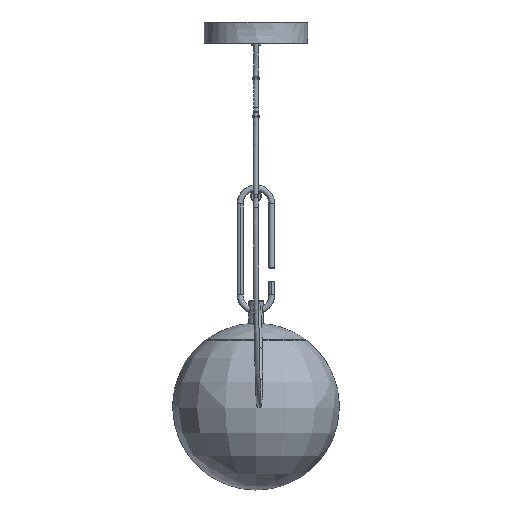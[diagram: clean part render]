
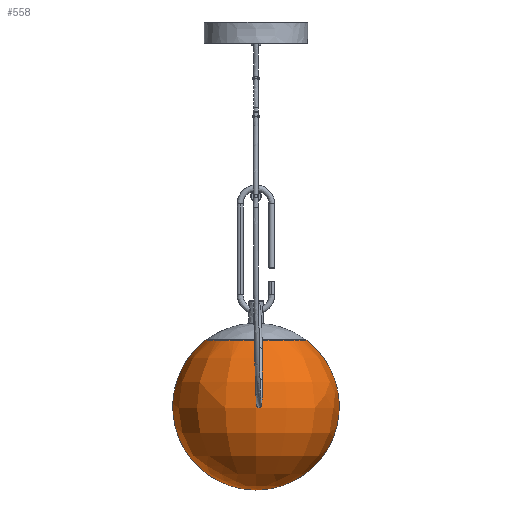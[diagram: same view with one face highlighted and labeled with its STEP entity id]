
A CAD part, front view. The second image highlights one B-rep face of the part: STEP entity #558.
In plain terms, the highlighted free-form (B-spline) face has degree [2, 2] with [5, 5] control points.
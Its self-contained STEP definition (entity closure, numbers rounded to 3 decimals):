
#558=ADVANCED_FACE($,(#758),#2924,.T.);
#758=FACE_OUTER_BOUND($,#974,.T.);
#974=EDGE_LOOP($,(#1916,#1917,#1918));
#1916=ORIENTED_EDGE($,*,*,#2402,.T.);
#1917=ORIENTED_EDGE($,*,*,#2404,.T.);
#1918=ORIENTED_EDGE($,*,*,#2421,.F.);
#2402=EDGE_CURVE($,#2728,#2730,#3205,.T.);
#2404=EDGE_CURVE($,#2730,#2729,#3207,.T.);
#2421=EDGE_CURVE($,#2728,#2729,#3223,.T.);
#2728=VERTEX_POINT($,#10181);
#2729=VERTEX_POINT($,#10182);
#2730=VERTEX_POINT($,#10183);
#2924=(
BOUNDED_SURFACE()
B_SPLINE_SURFACE(2,2,((#10067,#10068,#10069,#10070,#10071),(#10072,#10073,
#10074,#10075,#10076),(#10077,#10078,#10079,#10080,#10081),(#10082,#10083,
#10084,#10085,#10086),(#10087,#10088,#10089,#10090,#10091)),.UNSPECIFIED.,
.F.,.F.,.F.)
B_SPLINE_SURFACE_WITH_KNOTS((3,2,3),(3,2,3),(345.575,518.363,
691.15),(0.,137.395,274.79),.UNSPECIFIED.)
GEOMETRIC_REPRESENTATION_ITEM()
RATIONAL_B_SPLINE_SURFACE(((1.,0.811,1.,0.811,1.),
(0.707,0.574,0.707,0.574,
0.707),(1.,0.811,1.,0.811,1.),(0.707,
0.574,0.707,0.574,0.707),
(1.,0.811,1.,0.811,1.)))
REPRESENTATION_ITEM($)
SURFACE()
);
#3205=(
BOUNDED_CURVE()
B_SPLINE_CURVE(2,(#9829,#9830,#9831,#9832,#9833),.UNSPECIFIED.,.F.,.F.)
B_SPLINE_CURVE_WITH_KNOTS((3,2,3),(0.,137.395,274.79),
.UNSPECIFIED.)
CURVE()
GEOMETRIC_REPRESENTATION_ITEM()
RATIONAL_B_SPLINE_CURVE((1.,0.811,1.,0.811,1.))
REPRESENTATION_ITEM($)
);
#3207=(
BOUNDED_CURVE()
B_SPLINE_CURVE(2,(#9839,#9840,#9841,#9842,#9843),.UNSPECIFIED.,.F.,.F.)
B_SPLINE_CURVE_WITH_KNOTS((3,2,3),(207.345,311.018,414.69),
.UNSPECIFIED.)
CURVE()
GEOMETRIC_REPRESENTATION_ITEM()
RATIONAL_B_SPLINE_CURVE((1.,0.707,1.,0.707,1.))
REPRESENTATION_ITEM($)
);
#3223=(
BOUNDED_CURVE()
B_SPLINE_CURVE(2,(#9913,#9914,#9915,#9916,#9917),.UNSPECIFIED.,.F.,.F.)
B_SPLINE_CURVE_WITH_KNOTS((3,2,3),(0.,137.395,274.79),
.UNSPECIFIED.)
CURVE()
GEOMETRIC_REPRESENTATION_ITEM()
RATIONAL_B_SPLINE_CURVE((1.,0.811,1.,0.811,1.))
REPRESENTATION_ITEM($)
);
#9829=CARTESIAN_POINT($,(0.,182.4,-387.8));
#9830=CARTESIAN_POINT($,(79.284,182.4,-387.8));
#9831=CARTESIAN_POINT($,(104.355,182.4,-312.585));
#9832=CARTESIAN_POINT($,(129.427,182.4,-237.37));
#9833=CARTESIAN_POINT($,(66.,182.4,-189.8));
#9839=CARTESIAN_POINT($,(66.,182.4,-189.8));
#9840=CARTESIAN_POINT($,(66.,116.4,-189.8));
#9841=CARTESIAN_POINT($,(0.,116.4,-189.8));
#9842=CARTESIAN_POINT($,(-66.,116.4,-189.8));
#9843=CARTESIAN_POINT($,(-66.,182.4,-189.8));
#9913=CARTESIAN_POINT($,(0.,182.4,-387.8));
#9914=CARTESIAN_POINT($,(-79.284,182.4,-387.8));
#9915=CARTESIAN_POINT($,(-104.355,182.4,-312.585));
#9916=CARTESIAN_POINT($,(-129.427,182.4,-237.37));
#9917=CARTESIAN_POINT($,(-66.,182.4,-189.8));
#10067=CARTESIAN_POINT($,(0.,182.4,-387.8));
#10068=CARTESIAN_POINT($,(-79.284,182.4,-387.8));
#10069=CARTESIAN_POINT($,(-104.355,182.4,-312.585));
#10070=CARTESIAN_POINT($,(-129.427,182.4,-237.37));
#10071=CARTESIAN_POINT($,(-66.,182.4,-189.8));
#10072=CARTESIAN_POINT($,(0.,182.4,-387.8));
#10073=CARTESIAN_POINT($,(-79.284,103.116,-387.8));
#10074=CARTESIAN_POINT($,(-104.355,78.045,-312.585));
#10075=CARTESIAN_POINT($,(-129.427,52.973,-237.37));
#10076=CARTESIAN_POINT($,(-66.,116.4,-189.8));
#10077=CARTESIAN_POINT($,(0.,182.4,-387.8));
#10078=CARTESIAN_POINT($,(0.,103.116,-387.8));
#10079=CARTESIAN_POINT($,(0.,78.045,-312.585));
#10080=CARTESIAN_POINT($,(0.,52.973,-237.37));
#10081=CARTESIAN_POINT($,(0.,116.4,-189.8));
#10082=CARTESIAN_POINT($,(0.,182.4,-387.8));
#10083=CARTESIAN_POINT($,(79.284,103.116,-387.8));
#10084=CARTESIAN_POINT($,(104.355,78.045,-312.585));
#10085=CARTESIAN_POINT($,(129.427,52.973,-237.37));
#10086=CARTESIAN_POINT($,(66.,116.4,-189.8));
#10087=CARTESIAN_POINT($,(0.,182.4,-387.8));
#10088=CARTESIAN_POINT($,(79.284,182.4,-387.8));
#10089=CARTESIAN_POINT($,(104.355,182.4,-312.585));
#10090=CARTESIAN_POINT($,(129.427,182.4,-237.37));
#10091=CARTESIAN_POINT($,(66.,182.4,-189.8));
#10181=CARTESIAN_POINT($,(0.,182.4,-387.8));
#10182=CARTESIAN_POINT($,(-66.,182.4,-189.8));
#10183=CARTESIAN_POINT($,(66.,182.4,-189.8));
